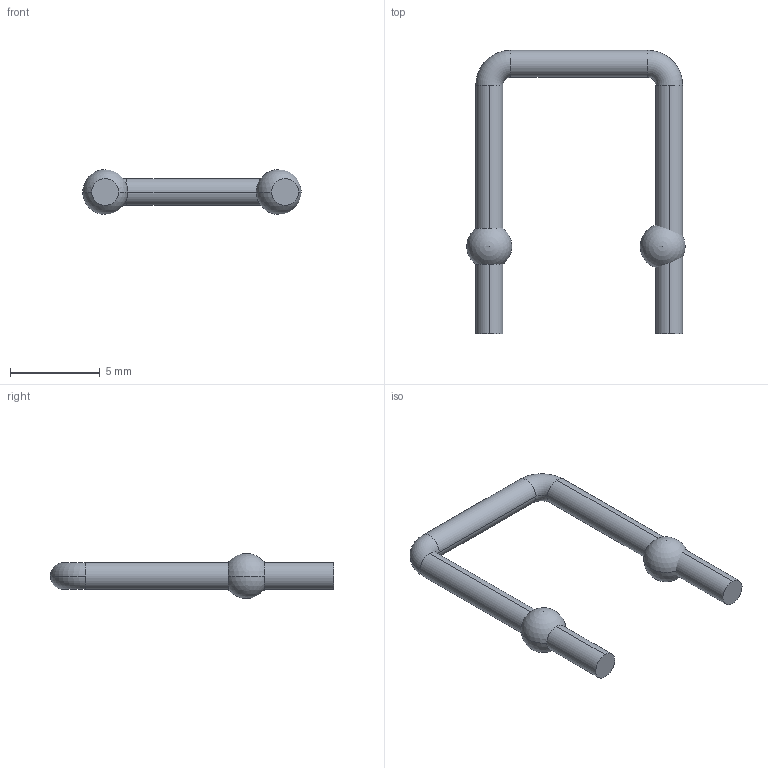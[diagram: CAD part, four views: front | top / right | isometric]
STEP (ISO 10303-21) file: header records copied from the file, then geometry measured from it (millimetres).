
FILE_DESCRIPTION (( 'STEP AP214' ), '1' );
FILE_NAME ('Constantan Resistor P10mm.STEP', '2023-11-04T16:17:15', ( '' ), ( '' ), 'SwSTEP 2.0', 'SolidWorks 2022', '' );
FILE_SCHEMA (( 'AUTOMOTIVE_DESIGN' ));
Length unit declared in the file: millimetre
Products named in the file (1): Constantan Resistor P10mm
Bounding box: 12.14 x 15.75 x 2.5 mm (x, y, z)
Volume: 81.2 mm3; surface area: 213.1 mm2
Topology: 2 solids, 2 shells, 18 faces, 50 edges, 32 vertices
Faces by surface type: cylinder 8, sphere 4, torus 4, plane 2
Entity records: 585 total; most frequent: DIRECTION 110, CARTESIAN_POINT 85, ORIENTED_EDGE 80, AXIS2_PLACEMENT_3D 51, EDGE_CURVE 40, CIRCLE 32, VERTEX_POINT 26, EDGE_LOOP 18
